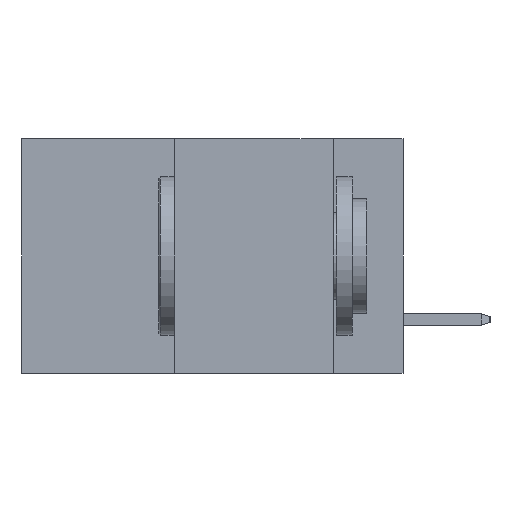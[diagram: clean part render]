
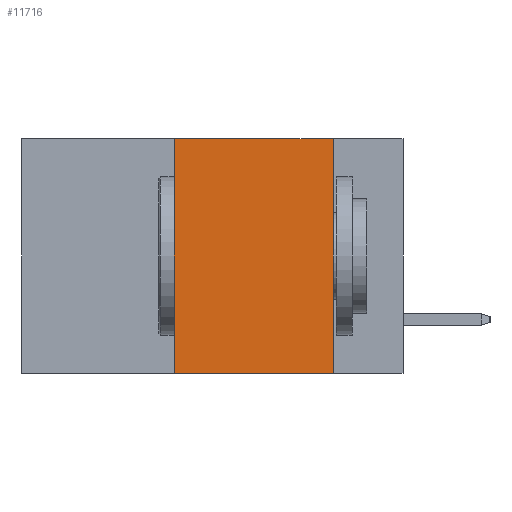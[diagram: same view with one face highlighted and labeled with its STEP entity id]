
A CAD part, left-side view. The second image highlights one B-rep face of the part: STEP entity #11716.
In plain terms, the highlighted planar face has unit normal (-1, 0, 0).
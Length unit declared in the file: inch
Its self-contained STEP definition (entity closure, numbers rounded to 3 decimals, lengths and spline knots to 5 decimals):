
#384 = EDGE_CURVE ( 'NONE', #2405, #7152, #3885, .T. ) ;
#429 = PLANE ( 'NONE',  #7178 ) ;
#508 = CARTESIAN_POINT ( 'NONE',  ( 0., 0.36, 0. ) ) ;
#1136 = VERTEX_POINT ( 'NONE', #508 ) ;
#1246 = VECTOR ( 'NONE', #5595, 39.37008 ) ;
#1667 = EDGE_CURVE ( 'NONE', #1136, #9866, #11007, .T. ) ;
#2405 = VERTEX_POINT ( 'NONE', #8818 ) ;
#2426 = LINE ( 'NONE', #12755, #1246 ) ;
#2517 = DIRECTION ( 'NONE',  ( 0., 0., -1. ) ) ;
#3840 = DIRECTION ( 'NONE',  ( 0., -1., 0. ) ) ;
#3885 = LINE ( 'NONE', #10182, #5136 ) ;
#4694 = ORIENTED_EDGE ( 'NONE', *, *, #1667, .F. ) ;
#4750 = VECTOR ( 'NONE', #3840, 39.37008 ) ;
#5136 = VECTOR ( 'NONE', #12133, 39.37008 ) ;
#5595 = DIRECTION ( 'NONE',  ( 0., 0., -1. ) ) ;
#6211 = CARTESIAN_POINT ( 'NONE',  ( 0., 0.11, -0.37 ) ) ;
#7152 = VERTEX_POINT ( 'NONE', #6211 ) ;
#7178 = AXIS2_PLACEMENT_3D ( 'NONE', #8667, #10619, #2517 ) ;
#7399 = ORIENTED_EDGE ( 'NONE', *, *, #7719, .F. ) ;
#7468 = EDGE_CURVE ( 'NONE', #2405, #1136, #12267, .T. ) ;
#7719 = EDGE_CURVE ( 'NONE', #9866, #7152, #2426, .T. ) ;
#8667 = CARTESIAN_POINT ( 'NONE',  ( 0., 0.6, 0. ) ) ;
#8746 = CARTESIAN_POINT ( 'NONE',  ( 0., 0.11, 0. ) ) ;
#8818 = CARTESIAN_POINT ( 'NONE',  ( 0., 0.36, -0.37 ) ) ;
#8851 = ORIENTED_EDGE ( 'NONE', *, *, #384, .T. ) ;
#9816 = FACE_OUTER_BOUND ( 'NONE', #10471, .T. ) ;
#9866 = VERTEX_POINT ( 'NONE', #8746 ) ;
#9940 = DIRECTION ( 'NONE',  ( 0., 0., 1. ) ) ;
#10182 = CARTESIAN_POINT ( 'NONE',  ( 0., 0.6, -0.37 ) ) ;
#10194 = CARTESIAN_POINT ( 'NONE',  ( 0., 0.36, 0. ) ) ;
#10471 = EDGE_LOOP ( 'NONE', ( #7399, #4694, #12707, #8851 ) ) ;
#10619 = DIRECTION ( 'NONE',  ( 1., 0., 0. ) ) ;
#10664 = VECTOR ( 'NONE', #9940, 39.37008 ) ;
#11007 = LINE ( 'NONE', #11200, #4750 ) ;
#11200 = CARTESIAN_POINT ( 'NONE',  ( 0., 0.6, 0. ) ) ;
#11716 = ADVANCED_FACE ( 'NONE', ( #9816 ), #429, .F. ) ;
#12133 = DIRECTION ( 'NONE',  ( 0., -1., 0. ) ) ;
#12267 = LINE ( 'NONE', #10194, #10664 ) ;
#12707 = ORIENTED_EDGE ( 'NONE', *, *, #7468, .F. ) ;
#12755 = CARTESIAN_POINT ( 'NONE',  ( 0., 0.11, 0. ) ) ;
